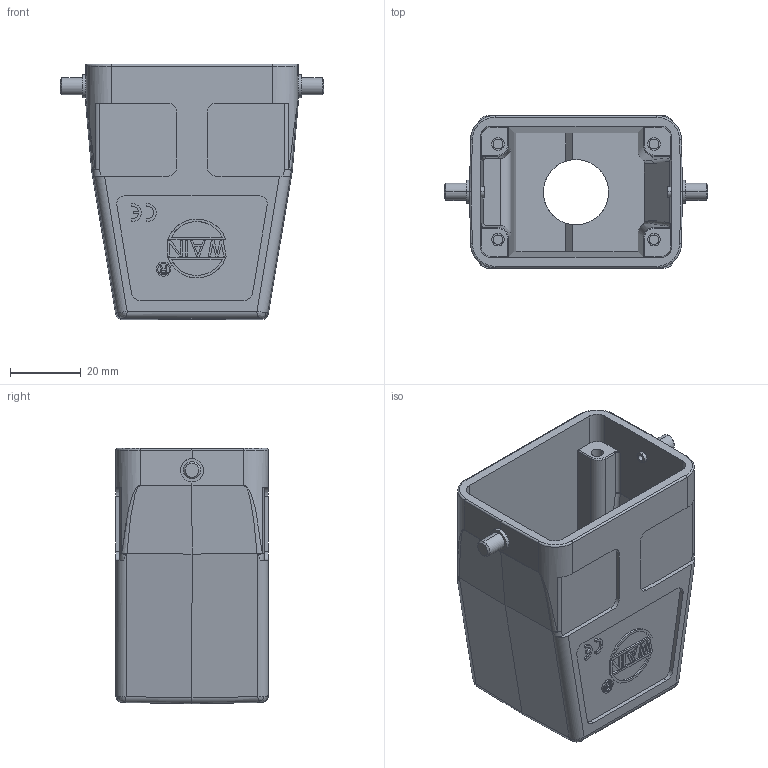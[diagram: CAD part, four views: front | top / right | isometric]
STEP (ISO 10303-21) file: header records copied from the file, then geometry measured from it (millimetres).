
FILE_DESCRIPTION((''),'2;1');
FILE_NAME('3D_1120064105002_H6B-MTEH-2B-M2','2023-12-06T',('yp.zhu'),(''),'PRO/ENGINEER BY PARAMETRIC TECHNOLOGY CORPORATION, 2012480','PRO/ENGINEER BY PARAMETRIC TECHNOLOGY CORPORATION, 2012480','');
FILE_SCHEMA(('CONFIG_CONTROL_DESIGN'));
Length unit declared in the file: millimetre
Products named in the file (1): 3D_1120064105002_H6B-MTEH-2B-M2
Bounding box: 74.4 x 43 x 72 mm (x, y, z)
Volume: 55589.2 mm3; surface area: 28943.1 mm2
Topology: 1 solids, 1 shells, 431 faces, 1117 edges, 725 vertices
Faces by surface type: plane 253, cylinder 119, bspline 29, torus 8, extrusion 8, cone 8, sphere 6
Entity records: 15775 total; most frequent: CARTESIAN_POINT 5461, ORIENTED_EDGE 2222, DIRECTION 1951, EDGE_CURVE 1111, VECTOR 743, LINE 735, VERTEX_POINT 725, AXIS2_PLACEMENT_3D 604
